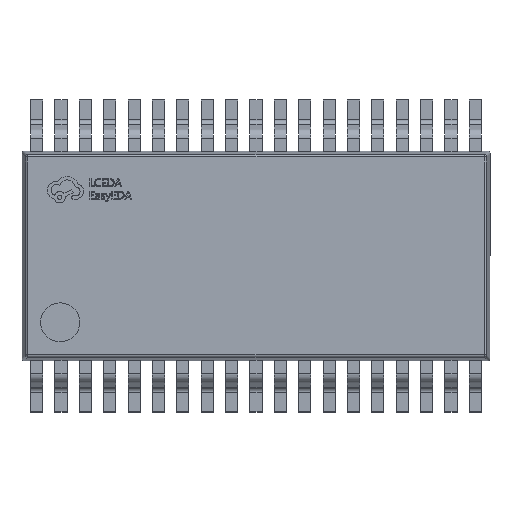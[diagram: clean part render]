
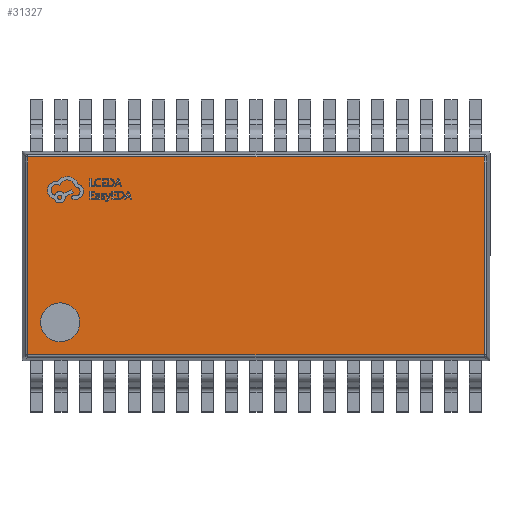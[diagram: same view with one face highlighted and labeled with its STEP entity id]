
A CAD part, top view. The second image highlights one B-rep face of the part: STEP entity #31327.
In plain terms, the highlighted planar face has unit normal (0, 0, 1).
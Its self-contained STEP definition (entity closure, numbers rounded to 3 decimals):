
#47 = VECTOR ( 'NONE', #20202, 1000. ) ;
#629 = CIRCLE ( 'NONE', #28605, 0.4 ) ;
#749 = ORIENTED_EDGE ( 'NONE', *, *, #1692, .T. ) ;
#1692 = EDGE_CURVE ( 'NONE', #17384, #7908, #21734, .T. ) ;
#2225 = FACE_BOUND ( 'NONE', #9936, .T. ) ;
#3194 = DIRECTION ( 'NONE',  ( 0., -1., 0. ) ) ;
#3707 = CARTESIAN_POINT ( 'NONE',  ( 4.723, -2.029, 0.55 ) ) ;
#4899 = VECTOR ( 'NONE', #34918, 1000. ) ;
#5766 = VERTEX_POINT ( 'NONE', #14992 ) ;
#5819 = DIRECTION ( 'NONE',  ( 1., 0., 0. ) ) ;
#7908 = VERTEX_POINT ( 'NONE', #20121 ) ;
#7933 = EDGE_CURVE ( 'NONE', #8957, #40150, #32636, .T. ) ;
#8091 = VECTOR ( 'NONE', #25186, 1000. ) ;
#8957 = VERTEX_POINT ( 'NONE', #37468 ) ;
#9936 = EDGE_LOOP ( 'NONE', ( #30367, #19879 ) ) ;
#10044 = LINE ( 'NONE', #34764, #8091 ) ;
#10226 = EDGE_CURVE ( 'NONE', #7908, #5766, #28768, .T. ) ;
#11430 = AXIS2_PLACEMENT_3D ( 'NONE', #14817, #30368, #34242 ) ;
#11595 = CARTESIAN_POINT ( 'NONE',  ( -4.723, 2.029, 0.55 ) ) ;
#11671 = EDGE_CURVE ( 'NONE', #5766, #24402, #10044, .T. ) ;
#11905 = DIRECTION ( 'NONE',  ( 0., 0., 1. ) ) ;
#14817 = CARTESIAN_POINT ( 'NONE',  ( 0., 0., 0.55 ) ) ;
#14992 = CARTESIAN_POINT ( 'NONE',  ( 4.679, -2.029, 0.55 ) ) ;
#15788 = CARTESIAN_POINT ( 'NONE',  ( -4.679, -2.073, 0.55 ) ) ;
#16316 = AXIS2_PLACEMENT_3D ( 'NONE', #21308, #11905, #5819 ) ;
#16684 = CARTESIAN_POINT ( 'NONE',  ( 4.679, 2.029, 0.55 ) ) ;
#17384 = VERTEX_POINT ( 'NONE', #35739 ) ;
#18542 = EDGE_CURVE ( 'NONE', #40150, #8957, #629, .T. ) ;
#19879 = ORIENTED_EDGE ( 'NONE', *, *, #7933, .F. ) ;
#20121 = CARTESIAN_POINT ( 'NONE',  ( -4.679, -2.029, 0.55 ) ) ;
#20202 = DIRECTION ( 'NONE',  ( -1., 0., 0. ) ) ;
#21308 = CARTESIAN_POINT ( 'NONE',  ( -4.017, -1.363, 0.55 ) ) ;
#21668 = EDGE_LOOP ( 'NONE', ( #29144, #35444, #25609, #749 ) ) ;
#21734 = LINE ( 'NONE', #15788, #24754 ) ;
#24402 = VERTEX_POINT ( 'NONE', #16684 ) ;
#24754 = VECTOR ( 'NONE', #3194, 1000. ) ;
#25186 = DIRECTION ( 'NONE',  ( 0., 1., 0. ) ) ;
#25609 = ORIENTED_EDGE ( 'NONE', *, *, #33156, .T. ) ;
#25995 = CARTESIAN_POINT ( 'NONE',  ( -3.617, -1.363, 0.55 ) ) ;
#26592 = DIRECTION ( 'NONE',  ( 0., 0., 1. ) ) ;
#26992 = DIRECTION ( 'NONE',  ( 1., 0., 0. ) ) ;
#27112 = PLANE ( 'NONE',  #11430 ) ;
#28605 = AXIS2_PLACEMENT_3D ( 'NONE', #33502, #26592, #26992 ) ;
#28768 = LINE ( 'NONE', #3707, #4899 ) ;
#29144 = ORIENTED_EDGE ( 'NONE', *, *, #10226, .T. ) ;
#29541 = FACE_OUTER_BOUND ( 'NONE', #21668, .T. ) ;
#30367 = ORIENTED_EDGE ( 'NONE', *, *, #18542, .F. ) ;
#30368 = DIRECTION ( 'NONE',  ( 0., 0., 1. ) ) ;
#31327 = ADVANCED_FACE ( 'NONE', ( #29541, #2225 ), #27112, .T. ) ;
#32636 = CIRCLE ( 'NONE', #16316, 0.4 ) ;
#33156 = EDGE_CURVE ( 'NONE', #24402, #17384, #39406, .T. ) ;
#33502 = CARTESIAN_POINT ( 'NONE',  ( -4.017, -1.363, 0.55 ) ) ;
#34242 = DIRECTION ( 'NONE',  ( 1., 0., 0. ) ) ;
#34764 = CARTESIAN_POINT ( 'NONE',  ( 4.679, 2.073, 0.55 ) ) ;
#34918 = DIRECTION ( 'NONE',  ( 1., 0., 0. ) ) ;
#35444 = ORIENTED_EDGE ( 'NONE', *, *, #11671, .T. ) ;
#35739 = CARTESIAN_POINT ( 'NONE',  ( -4.679, 2.029, 0.55 ) ) ;
#37468 = CARTESIAN_POINT ( 'NONE',  ( -4.417, -1.363, 0.55 ) ) ;
#39406 = LINE ( 'NONE', #11595, #47 ) ;
#40150 = VERTEX_POINT ( 'NONE', #25995 ) ;
